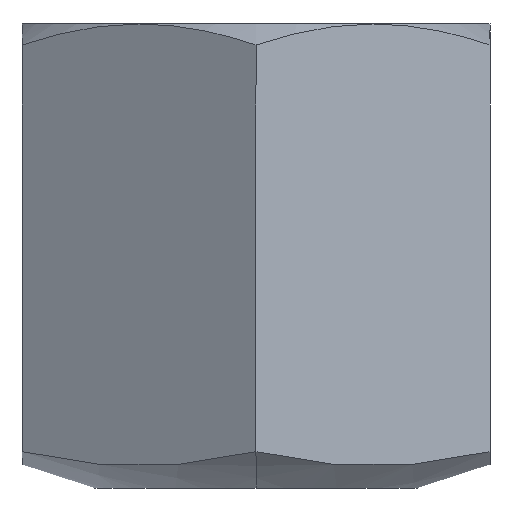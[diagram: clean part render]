
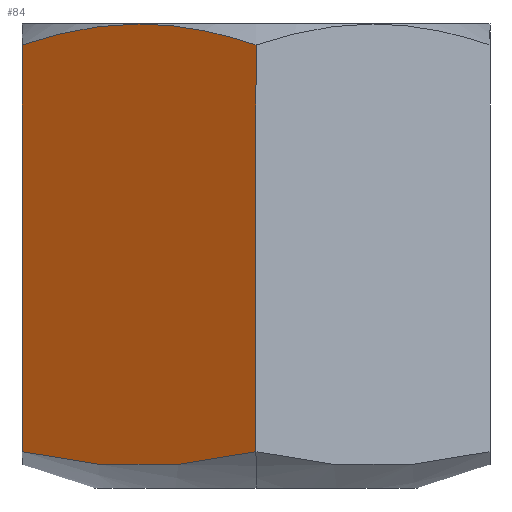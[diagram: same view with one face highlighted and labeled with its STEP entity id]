
A CAD part, front view. The second image highlights one B-rep face of the part: STEP entity #84.
In plain terms, the highlighted planar face has unit normal (-0.5, -0.866, 0).
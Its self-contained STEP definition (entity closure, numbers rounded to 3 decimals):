
#84 = ADVANCED_FACE ( 'NONE', ( #339 ), #469, .F. ) ;
#86 = VERTEX_POINT ( 'NONE', #427 ) ;
#87 = ORIENTED_EDGE ( 'NONE', *, *, #89, .T. ) ;
#88 = EDGE_CURVE ( 'NONE', #99, #230, #487, .T. ) ;
#89 = EDGE_CURVE ( 'NONE', #122, #230, #334, .T. ) ;
#95 = ORIENTED_EDGE ( 'NONE', *, *, #88, .F. ) ;
#96 = EDGE_CURVE ( 'NONE', #99, #86, #448, .T. ) ;
#99 = VERTEX_POINT ( 'NONE', #447 ) ;
#113 = VERTEX_POINT ( 'NONE', #345 ) ;
#114 = EDGE_CURVE ( 'NONE', #113, #122, #394, .T. ) ;
#122 = VERTEX_POINT ( 'NONE', #398 ) ;
#140 = ORIENTED_EDGE ( 'NONE', *, *, #142, .T. ) ;
#141 = EDGE_LOOP ( 'NONE', ( #143, #87, #95, #145, #140 ) ) ;
#142 = EDGE_CURVE ( 'NONE', #86, #113, #371, .T. ) ;
#143 = ORIENTED_EDGE ( 'NONE', *, *, #114, .T. ) ;
#145 = ORIENTED_EDGE ( 'NONE', *, *, #96, .T. ) ;
#230 = VERTEX_POINT ( 'NONE', #635 ) ;
#334 = CIRCLE ( 'NONE', #465, 17.854 ) ;
#339 = FACE_OUTER_BOUND ( 'NONE', #141, .T. ) ;
#345 = CARTESIAN_POINT ( 'NONE',  ( -6.5, -3.753, 12.419 ) ) ;
#367 = CARTESIAN_POINT ( 'NONE',  ( -3.526, -5.47, 13. ) ) ;
#368 = CARTESIAN_POINT ( 'NONE',  ( -3.25, -5.629, 13. ) ) ;
#371 = B_SPLINE_CURVE_WITH_KNOTS ( 'NONE', 3,
 ( #368, #367, #382, #381, #380, #379, #378, #377 ),
 .UNSPECIFIED., .F., .F.,
 ( 4, 2, 2, 4 ),
 ( 0.004, 0.005, 0.006, 0.008 ),
 .UNSPECIFIED. ) ;
#377 = CARTESIAN_POINT ( 'NONE',  ( -6.5, -3.753, 12.419 ) ) ;
#378 = CARTESIAN_POINT ( 'NONE',  ( -5.97, -4.059, 12.596 ) ) ;
#379 = CARTESIAN_POINT ( 'NONE',  ( -5.435, -4.368, 12.742 ) ) ;
#380 = CARTESIAN_POINT ( 'NONE',  ( -4.623, -4.836, 12.894 ) ) ;
#381 = CARTESIAN_POINT ( 'NONE',  ( -4.351, -4.994, 12.933 ) ) ;
#382 = CARTESIAN_POINT ( 'NONE',  ( -3.803, -5.31, 12.986 ) ) ;
#391 = DIRECTION ( 'NONE',  ( 0., 0., -1. ) ) ;
#392 = VECTOR ( 'NONE', #391, 1000. ) ;
#393 = CARTESIAN_POINT ( 'NONE',  ( -6.5, -3.753, 32.858 ) ) ;
#394 = LINE ( 'NONE', #393, #392 ) ;
#398 = CARTESIAN_POINT ( 'NONE',  ( -6.5, -3.753, 1.119 ) ) ;
#427 = CARTESIAN_POINT ( 'NONE',  ( -3.25, -5.629, 13. ) ) ;
#441 = CARTESIAN_POINT ( 'NONE',  ( -3.25, -5.629, 13. ) ) ;
#442 = CARTESIAN_POINT ( 'NONE',  ( -2.696, -5.949, 13. ) ) ;
#443 = CARTESIAN_POINT ( 'NONE',  ( -2.149, -6.265, 12.945 ) ) ;
#444 = CARTESIAN_POINT ( 'NONE',  ( -1.067, -6.889, 12.743 ) ) ;
#445 = CARTESIAN_POINT ( 'NONE',  ( -0.532, -7.199, 12.597 ) ) ;
#446 = CARTESIAN_POINT ( 'NONE',  ( 0., -7.506, 12.419 ) ) ;
#447 = CARTESIAN_POINT ( 'NONE',  ( 0., -7.506, 12.419 ) ) ;
#448 = B_SPLINE_CURVE_WITH_KNOTS ( 'NONE', 3,
 ( #446, #445, #444, #443, #442, #441 ),
 .UNSPECIFIED., .F., .F.,
 ( 4, 2, 4 ),
 ( 0., 0.002, 0.004 ),
 .UNSPECIFIED. ) ;
#458 = AXIS2_PLACEMENT_3D ( 'NONE', #492, #491, #490 ) ;
#465 = AXIS2_PLACEMENT_3D ( 'NONE', #488, #481, #480 ) ;
#469 = PLANE ( 'NONE',  #458 ) ;
#480 = DIRECTION ( 'NONE',  ( -0.866, 0.5, 0. ) ) ;
#481 = DIRECTION ( 'NONE',  ( -0.5, -0.866, 0. ) ) ;
#484 = DIRECTION ( 'NONE',  ( 0., 0., -1. ) ) ;
#485 = VECTOR ( 'NONE', #484, 1000. ) ;
#486 = CARTESIAN_POINT ( 'NONE',  ( 0., -7.506, 32.858 ) ) ;
#487 = LINE ( 'NONE', #486, #485 ) ;
#488 = CARTESIAN_POINT ( 'NONE',  ( -3.25, -5.629, 18.574 ) ) ;
#490 = DIRECTION ( 'NONE',  ( -0.866, 0.5, 0. ) ) ;
#491 = DIRECTION ( 'NONE',  ( 0.5, 0.866, 0. ) ) ;
#492 = CARTESIAN_POINT ( 'NONE',  ( -6.5, -3.753, 32.858 ) ) ;
#635 = CARTESIAN_POINT ( 'NONE',  ( 0., -7.506, 1.119 ) ) ;
